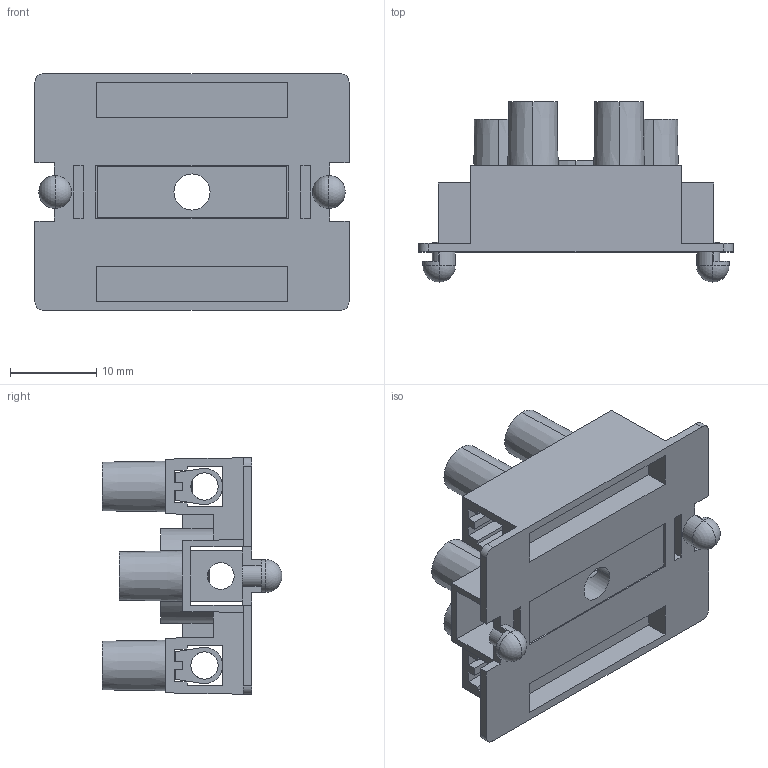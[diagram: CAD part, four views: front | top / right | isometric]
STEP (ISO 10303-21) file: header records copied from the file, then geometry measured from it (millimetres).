
FILE_DESCRIPTION (( 'STEP AP203' ), '1' );
FILE_NAME ('M096.STEP', '2023-05-11T08:32:39', ( '' ), ( '' ), 'SwSTEP 2.0', 'SolidWorks 2022', '' );
FILE_SCHEMA (( 'CONFIG_CONTROL_DESIGN' ));
Length unit declared in the file: millimetre
Products named in the file (5): SM096; SAVMIC36; SABUSTRM096; SABUS9201; M096
Assembly tree (10 placements, depth 2):
  M096
    SM096
    SABUS9201  x2
    SABUSTRM096
    SAVMIC36  x6
Bounding box: 36.5 x 20.9 x 27.5 mm (x, y, z)
Volume: 4624.8 mm3; surface area: 9432.3 mm2
Topology: 10 solids, 10 shells, 487 faces, 1330 edges, 874 vertices
Faces by surface type: cylinder 226, plane 185, torus 30, cone 24, bspline 18, sphere 4
Entity records: 10715 total; most frequent: CARTESIAN_POINT 3528, ORIENTED_EDGE 1398, DIRECTION 1306, EDGE_CURVE 699, VERTEX_POINT 463, LINE 438, VECTOR 438, AXIS2_PLACEMENT_3D 434
